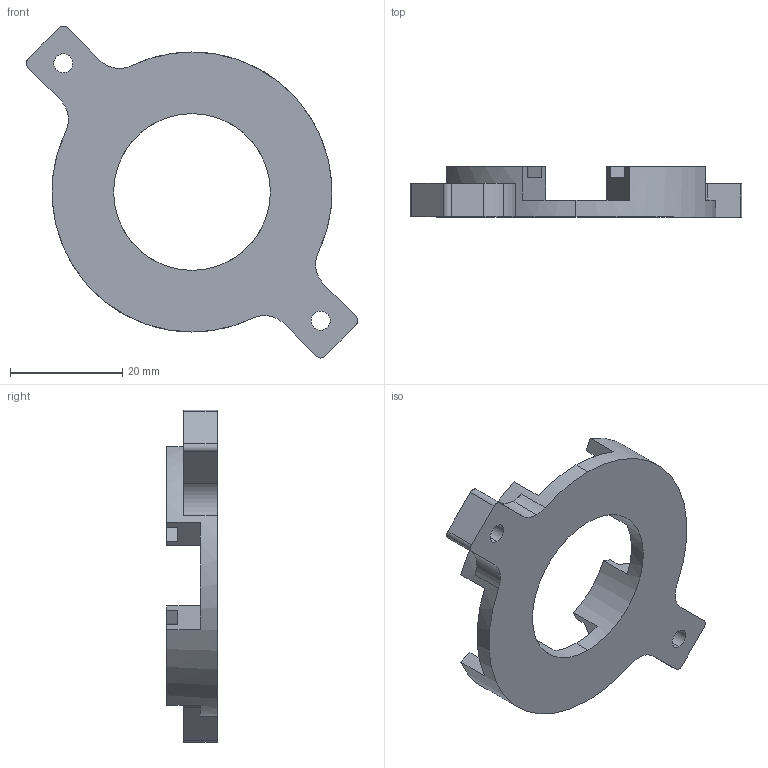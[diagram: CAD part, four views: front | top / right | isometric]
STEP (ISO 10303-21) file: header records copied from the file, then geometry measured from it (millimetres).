
FILE_DESCRIPTION (( 'STEP AP214' ), '1' );
FILE_NAME ('InterferenceFit_Test_v3.STEP', '2024-12-15T20:54:47', ( '' ), ( '' ), 'SwSTEP 2.0', 'SolidWorks 2024', '' );
FILE_SCHEMA (( 'AUTOMOTIVE_DESIGN' ));
Length unit declared in the file: millimetre
Products named in the file (1): InterferenceFit_Test_v3
Bounding box: 59.27 x 9 x 59.27 mm (x, y, z)
Volume: 8609.1 mm3; surface area: 5795.1 mm2
Topology: 1 solids, 1 shells, 90 faces, 255 edges, 170 vertices
Faces by surface type: plane 47, cylinder 30, bspline 13
Entity records: 3640 total; most frequent: CARTESIAN_POINT 1273, ORIENTED_EDGE 510, DIRECTION 465, EDGE_CURVE 255, VERTEX_POINT 170, AXIS2_PLACEMENT_3D 158, VECTOR 149, LINE 149
